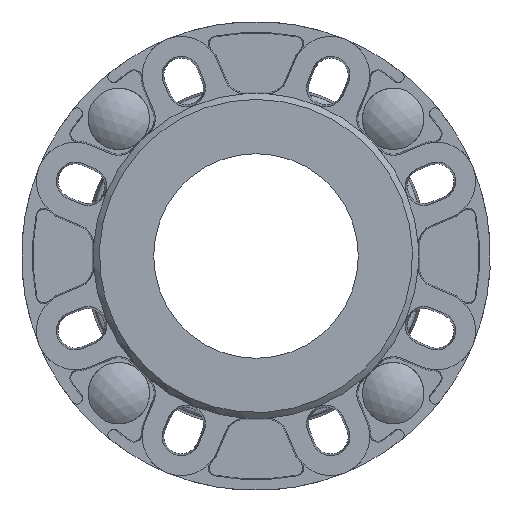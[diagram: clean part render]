
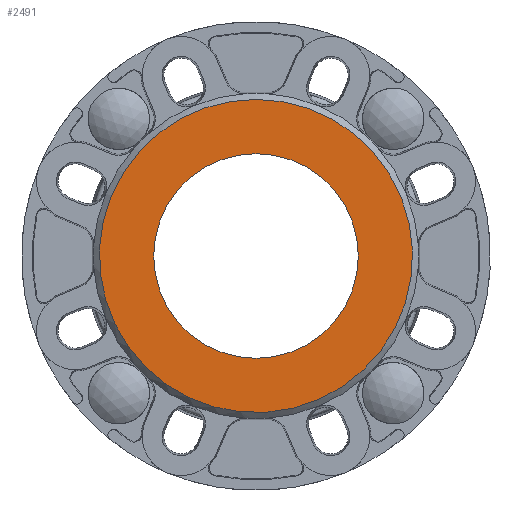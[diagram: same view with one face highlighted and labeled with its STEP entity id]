
A CAD part, front view. The second image highlights one B-rep face of the part: STEP entity #2491.
In plain terms, the highlighted planar face has unit normal (0, -1, 0).
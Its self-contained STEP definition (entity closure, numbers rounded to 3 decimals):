
#77 = EDGE_LOOP ( 'NONE', ( #3678 ) ) ;
#524 = DIRECTION ( 'NONE',  ( -0.707, 0., -0.707 ) ) ;
#528 = DIRECTION ( 'NONE',  ( 0., -1., 0. ) ) ;
#534 = DIRECTION ( 'NONE',  ( 0., 0., -1. ) ) ;
#535 = CARTESIAN_POINT ( 'NONE',  ( 0., 0., 0. ) ) ;
#764 = CARTESIAN_POINT ( 'NONE',  ( 0., 0., 0. ) ) ;
#765 = DIRECTION ( 'NONE',  ( 0., -1., 0. ) ) ;
#1986 = EDGE_CURVE ( 'NONE', #14659, #14659, #7583, .T. ) ;
#1987 = EDGE_CURVE ( 'NONE', #14653, #14653, #7586, .T. ) ;
#2491 = ADVANCED_FACE ( 'NONE', ( #7954, #7952 ), #15542, .F. ) ;
#3313 = EDGE_LOOP ( 'NONE', ( #3685 ) ) ;
#3678 = ORIENTED_EDGE ( 'NONE', *, *, #1987, .T. ) ;
#3685 = ORIENTED_EDGE ( 'NONE', *, *, #1986, .F. ) ;
#7583 = CIRCLE ( 'NONE', #8432, 50. ) ;
#7586 = CIRCLE ( 'NONE', #8433, 76.5 ) ;
#7952 = FACE_OUTER_BOUND ( 'NONE', #77, .T. ) ;
#7954 = FACE_BOUND ( 'NONE', #3313, .T. ) ;
#8432 = AXIS2_PLACEMENT_3D ( 'NONE', #764, #528, #534 ) ;
#8433 = AXIS2_PLACEMENT_3D ( 'NONE', #535, #765, #524 ) ;
#8632 = AXIS2_PLACEMENT_3D ( 'NONE', #15541, #15341, #15343 ) ;
#14653 = VERTEX_POINT ( 'NONE', #15260 ) ;
#14659 = VERTEX_POINT ( 'NONE', #15259 ) ;
#15259 = CARTESIAN_POINT ( 'NONE',  ( 0., 0., -50. ) ) ;
#15260 = CARTESIAN_POINT ( 'NONE',  ( -54.094, 0., -54.094 ) ) ;
#15341 = DIRECTION ( 'NONE',  ( 0., 1., 0. ) ) ;
#15343 = DIRECTION ( 'NONE',  ( 0.707, 0., 0.707 ) ) ;
#15541 = CARTESIAN_POINT ( 'NONE',  ( 0., 0., 0. ) ) ;
#15542 = PLANE ( 'NONE',  #8632 ) ;
